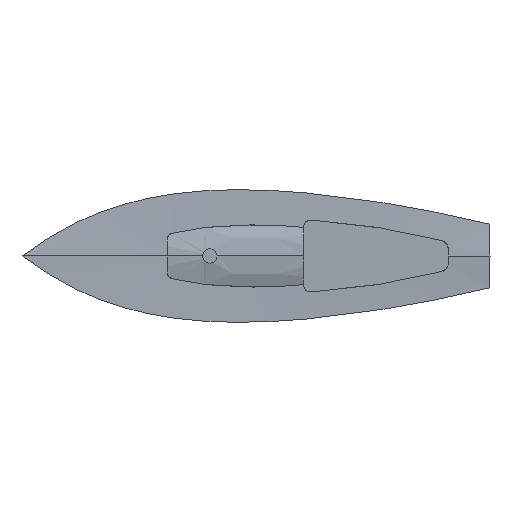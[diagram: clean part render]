
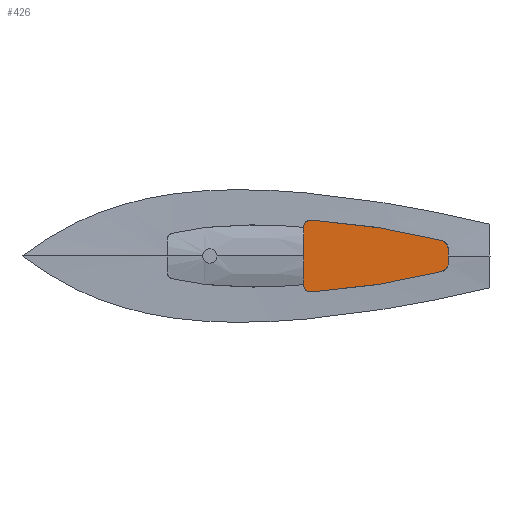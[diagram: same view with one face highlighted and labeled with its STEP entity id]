
A CAD part, top view. The second image highlights one B-rep face of the part: STEP entity #426.
In plain terms, the highlighted planar face has unit normal (0, 0, 1).
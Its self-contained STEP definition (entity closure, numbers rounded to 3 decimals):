
#17=LINE('',#815,#26);
#18=LINE('',#841,#27);
#26=VECTOR('',#478,10.);
#27=VECTOR('',#479,10.);
#35=PLANE('',#463);
#44=(
BOUNDED_CURVE()
B_SPLINE_CURVE(5,(#636,#637,#638,#639,#640,#641,#642,#643,#644,#645,#646,
#647,#648,#649,#650),.UNSPECIFIED.,.F.,.F.)
B_SPLINE_CURVE_WITH_KNOTS((6,1,1,1,1,1,1,1,1,1,6),(0.046,0.1,
0.2,0.3,0.4,0.5,0.6,0.7,0.8,0.9,0.947),.UNSPECIFIED.)
CURVE()
GEOMETRIC_REPRESENTATION_ITEM()
RATIONAL_B_SPLINE_CURVE((1.,1.,1.,1.,1.,1.,1.,1.,1.,1.,1.,1.,1.,1.,1.))
REPRESENTATION_ITEM('')
);
#45=(
BOUNDED_CURVE()
B_SPLINE_CURVE(5,(#817,#818,#819,#820,#821,#822,#823,#824,#825,#826,#827,
#828,#829,#830,#831),.UNSPECIFIED.,.F.,.F.)
B_SPLINE_CURVE_WITH_KNOTS((6,1,1,1,1,1,1,1,1,1,6),(0.046,0.1,
0.2,0.3,0.4,0.5,0.6,0.7,0.8,0.9,0.947),.UNSPECIFIED.)
CURVE()
GEOMETRIC_REPRESENTATION_ITEM()
RATIONAL_B_SPLINE_CURVE((1.,1.,1.,1.,1.,1.,1.,1.,1.,1.,1.,1.,1.,1.,1.))
REPRESENTATION_ITEM('')
);
#57=FACE_OUTER_BOUND('',#83,.T.);
#83=EDGE_LOOP('',(#287,#288,#289,#290,#291,#292,#293,#294));
#106=B_SPLINE_CURVE_WITH_KNOTS('',3,(#530,#531,#532,#533,#534,#535,#536),
 .UNSPECIFIED.,.F.,.F.,(4,3,4),(0.,0.237,0.414),
 .UNSPECIFIED.);
#112=B_SPLINE_CURVE_WITH_KNOTS('',3,(#739,#740,#741,#742,#743,#744,#745),
 .UNSPECIFIED.,.F.,.F.,(4,3,4),(0.,0.237,0.414),
 .UNSPECIFIED.);
#116=B_SPLINE_CURVE_WITH_KNOTS('',3,(#833,#834,#835,#836,#837,#838,#839),
 .UNSPECIFIED.,.F.,.F.,(4,3,4),(0.,0.169,0.395),
 .UNSPECIFIED.);
#117=B_SPLINE_CURVE_WITH_KNOTS('',3,(#842,#843,#844,#845,#846,#847,#848),
 .UNSPECIFIED.,.F.,.F.,(4,3,4),(0.,0.169,0.395),
 .UNSPECIFIED.);
#161=VERTEX_POINT('',#528);
#162=VERTEX_POINT('',#529);
#165=VERTEX_POINT('',#635);
#167=VERTEX_POINT('',#737);
#168=VERTEX_POINT('',#738);
#171=VERTEX_POINT('',#816);
#172=VERTEX_POINT('',#832);
#173=VERTEX_POINT('',#840);
#206=EDGE_CURVE('',#161,#162,#106,.T.);
#210=EDGE_CURVE('',#161,#165,#44,.T.);
#213=EDGE_CURVE('',#167,#168,#112,.T.);
#217=EDGE_CURVE('',#162,#167,#17,.T.);
#218=EDGE_CURVE('',#168,#171,#45,.T.);
#219=EDGE_CURVE('',#171,#172,#116,.T.);
#220=EDGE_CURVE('',#173,#172,#18,.T.);
#221=EDGE_CURVE('',#173,#165,#117,.T.);
#287=ORIENTED_EDGE('',*,*,#206,.T.);
#288=ORIENTED_EDGE('',*,*,#217,.T.);
#289=ORIENTED_EDGE('',*,*,#213,.T.);
#290=ORIENTED_EDGE('',*,*,#218,.T.);
#291=ORIENTED_EDGE('',*,*,#219,.T.);
#292=ORIENTED_EDGE('',*,*,#220,.F.);
#293=ORIENTED_EDGE('',*,*,#221,.T.);
#294=ORIENTED_EDGE('',*,*,#210,.F.);
#426=ADVANCED_FACE('',(#57),#35,.T.);
#463=AXIS2_PLACEMENT_3D('',#814,#476,#477);
#476=DIRECTION('center_axis',(0.,0.,1.));
#477=DIRECTION('ref_axis',(1.,0.,0.));
#478=DIRECTION('',(0.,-1.,0.));
#479=DIRECTION('',(0.,-1.,0.));
#528=CARTESIAN_POINT('',(19.357,12.605,-1.286));
#529=CARTESIAN_POINT('',(16.655,10.113,-1.286));
#530=CARTESIAN_POINT('Ctrl Pts',(19.357,12.605,-1.286));
#531=CARTESIAN_POINT('Ctrl Pts',(18.573,12.668,-1.286));
#532=CARTESIAN_POINT('Ctrl Pts',(17.767,12.334,-1.286));
#533=CARTESIAN_POINT('Ctrl Pts',(17.255,11.74,-1.286));
#534=CARTESIAN_POINT('Ctrl Pts',(16.872,11.294,-1.286));
#535=CARTESIAN_POINT('Ctrl Pts',(16.655,10.703,-1.286));
#536=CARTESIAN_POINT('Ctrl Pts',(16.655,10.113,-1.286));
#635=CARTESIAN_POINT('',(65.106,5.455,-1.286));
#636=CARTESIAN_POINT('Ctrl Pts',(19.357,12.605,-1.286));
#637=CARTESIAN_POINT('Ctrl Pts',(19.984,12.554,-1.286));
#638=CARTESIAN_POINT('Ctrl Pts',(21.77,12.405,-1.286));
#639=CARTESIAN_POINT('Ctrl Pts',(24.689,12.149,-1.286));
#640=CARTESIAN_POINT('Ctrl Pts',(28.695,11.765,-1.286));
#641=CARTESIAN_POINT('Ctrl Pts',(33.712,11.221,-1.286));
#642=CARTESIAN_POINT('Ctrl Pts',(39.074,10.55,-1.286));
#643=CARTESIAN_POINT('Ctrl Pts',(44.255,9.801,-1.286));
#644=CARTESIAN_POINT('Ctrl Pts',(49.241,8.97,-1.286));
#645=CARTESIAN_POINT('Ctrl Pts',(54.035,8.055,-1.286));
#646=CARTESIAN_POINT('Ctrl Pts',(58.163,7.168,-1.286));
#647=CARTESIAN_POINT('Ctrl Pts',(61.267,6.435,-1.286));
#648=CARTESIAN_POINT('Ctrl Pts',(63.428,5.893,-1.286));
#649=CARTESIAN_POINT('Ctrl Pts',(64.699,5.562,-1.286));
#650=CARTESIAN_POINT('Ctrl Pts',(65.106,5.455,-1.286));
#737=CARTESIAN_POINT('',(16.655,-10.113,-1.286));
#738=CARTESIAN_POINT('',(19.357,-12.605,-1.286));
#739=CARTESIAN_POINT('Ctrl Pts',(16.655,-10.113,-1.286));
#740=CARTESIAN_POINT('Ctrl Pts',(16.655,-10.899,-1.286));
#741=CARTESIAN_POINT('Ctrl Pts',(17.053,-11.676,-1.286));
#742=CARTESIAN_POINT('Ctrl Pts',(17.687,-12.138,-1.286));
#743=CARTESIAN_POINT('Ctrl Pts',(18.162,-12.484,-1.286));
#744=CARTESIAN_POINT('Ctrl Pts',(18.769,-12.652,-1.286));
#745=CARTESIAN_POINT('Ctrl Pts',(19.357,-12.605,-1.286));
#814=CARTESIAN_POINT('Origin',(41.998,6.408,-1.286));
#815=CARTESIAN_POINT('',(16.655,-12.817,-1.286));
#816=CARTESIAN_POINT('',(65.106,-5.455,-1.286));
#817=CARTESIAN_POINT('Ctrl Pts',(19.357,-12.605,-1.286));
#818=CARTESIAN_POINT('Ctrl Pts',(19.984,-12.554,-1.286));
#819=CARTESIAN_POINT('Ctrl Pts',(21.77,-12.405,-1.286));
#820=CARTESIAN_POINT('Ctrl Pts',(24.689,-12.149,-1.286));
#821=CARTESIAN_POINT('Ctrl Pts',(28.695,-11.765,-1.286));
#822=CARTESIAN_POINT('Ctrl Pts',(33.712,-11.221,-1.286));
#823=CARTESIAN_POINT('Ctrl Pts',(39.074,-10.55,-1.286));
#824=CARTESIAN_POINT('Ctrl Pts',(44.255,-9.801,-1.286));
#825=CARTESIAN_POINT('Ctrl Pts',(49.241,-8.97,-1.286));
#826=CARTESIAN_POINT('Ctrl Pts',(54.035,-8.055,-1.286));
#827=CARTESIAN_POINT('Ctrl Pts',(58.163,-7.168,-1.286));
#828=CARTESIAN_POINT('Ctrl Pts',(61.267,-6.435,-1.286));
#829=CARTESIAN_POINT('Ctrl Pts',(63.428,-5.893,-1.286));
#830=CARTESIAN_POINT('Ctrl Pts',(64.699,-5.562,-1.286));
#831=CARTESIAN_POINT('Ctrl Pts',(65.106,-5.455,-1.286));
#832=CARTESIAN_POINT('',(67.342,-2.554,-1.286));
#833=CARTESIAN_POINT('Ctrl Pts',(65.106,-5.455,-1.286));
#834=CARTESIAN_POINT('Ctrl Pts',(65.65,-5.312,-1.286));
#835=CARTESIAN_POINT('Ctrl Pts',(66.154,-5.011,-1.286));
#836=CARTESIAN_POINT('Ctrl Pts',(66.537,-4.6,-1.286));
#837=CARTESIAN_POINT('Ctrl Pts',(67.047,-4.051,-1.286));
#838=CARTESIAN_POINT('Ctrl Pts',(67.342,-3.304,-1.286));
#839=CARTESIAN_POINT('Ctrl Pts',(67.342,-2.554,-1.286));
#840=CARTESIAN_POINT('',(67.342,2.554,-1.286));
#841=CARTESIAN_POINT('',(67.342,0.,-1.286));
#842=CARTESIAN_POINT('Ctrl Pts',(67.342,2.554,-1.286));
#843=CARTESIAN_POINT('Ctrl Pts',(67.342,3.117,-1.286));
#844=CARTESIAN_POINT('Ctrl Pts',(67.18,3.68,-1.286));
#845=CARTESIAN_POINT('Ctrl Pts',(66.879,4.155,-1.286));
#846=CARTESIAN_POINT('Ctrl Pts',(66.478,4.788,-1.286));
#847=CARTESIAN_POINT('Ctrl Pts',(65.831,5.264,-1.286));
#848=CARTESIAN_POINT('Ctrl Pts',(65.106,5.455,-1.286));
